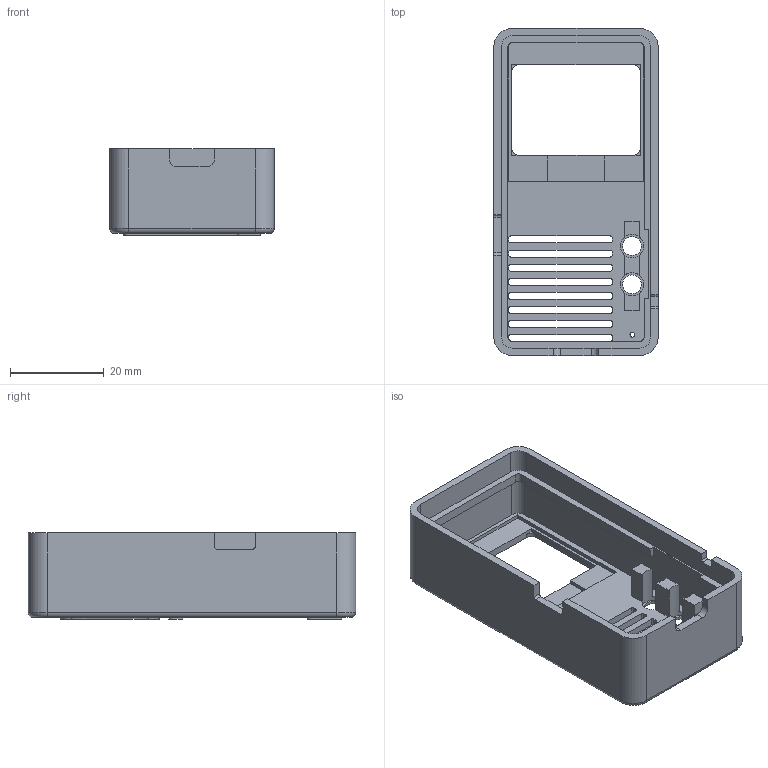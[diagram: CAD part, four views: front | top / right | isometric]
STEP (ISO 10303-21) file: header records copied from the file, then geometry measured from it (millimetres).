
FILE_DESCRIPTION(/* description */ (''),/* implementation_level */ '2;1');
FILE_NAME(/* name */ '',/* time_stamp */ '2024-04-14T21:26:04+08:00',/* author */ (''),/* organization */ (''),/* preprocessor_version */ 'ST-DEVELOPER v20',/* originating_system */ 'Autodesk Translation Framework v12.20.1.177',/* authorisation */ '');
FILE_SCHEMA (('AUTOMOTIVE_DESIGN { 1 0 10303 214 3 1 1 }'));
Length unit declared in the file: millimetre
Products named in the file (1): Fusion 零部件
Bounding box: 34.99 x 69.69 x 18.4 mm (x, y, z)
Volume: 9240.9 mm3; surface area: 11449 mm2
Topology: 1 solids, 1 shells, 199 faces, 565 edges, 374 vertices
Faces by surface type: plane 110, cylinder 77, bspline 8, torus 4
Full cylindrical faces by diameter (mm): 1.031 x1, 4 x2, 5 x2
Entity records: 6786 total; most frequent: CARTESIAN_POINT 1415, ORIENTED_EDGE 1130, DIRECTION 1103, EDGE_CURVE 565, LINE 379, VECTOR 379, VERTEX_POINT 374, AXIS2_PLACEMENT_3D 362
